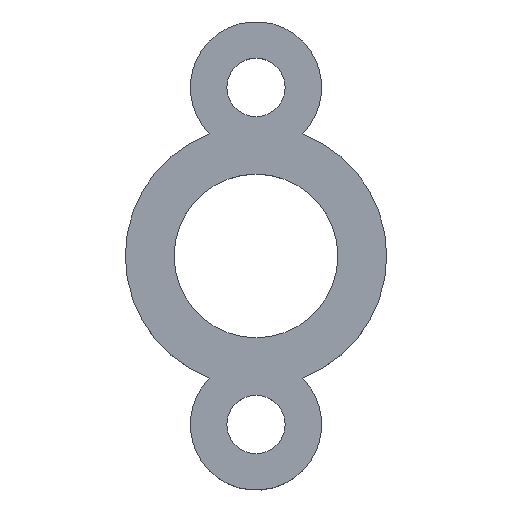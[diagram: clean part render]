
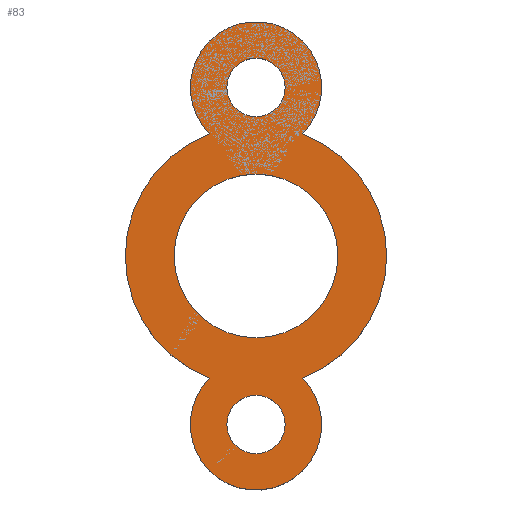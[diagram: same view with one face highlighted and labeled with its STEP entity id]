
A CAD part, top view. The second image highlights one B-rep face of the part: STEP entity #83.
In plain terms, the highlighted planar face has unit normal (0, 0, 1).
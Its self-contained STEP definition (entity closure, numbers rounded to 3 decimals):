
#44=PLANE('',#354);
#54=FACE_BOUND('',#126,.T.);
#55=FACE_BOUND('',#127,.T.);
#56=FACE_BOUND('',#128,.T.);
#57=FACE_BOUND('',#129,.T.);
#83=ADVANCED_FACE('',(#54,#55,#56,#57),#44,.T.);
#126=EDGE_LOOP('',(#190,#191,#192,#193));
#127=EDGE_LOOP('',(#194));
#128=EDGE_LOOP('',(#195));
#129=EDGE_LOOP('',(#196));
#190=ORIENTED_EDGE('',*,*,#270,.T.);
#191=ORIENTED_EDGE('',*,*,#274,.T.);
#192=ORIENTED_EDGE('',*,*,#277,.T.);
#193=ORIENTED_EDGE('',*,*,#283,.T.);
#194=ORIENTED_EDGE('',*,*,#280,.F.);
#195=ORIENTED_EDGE('',*,*,#278,.F.);
#196=ORIENTED_EDGE('',*,*,#284,.F.);
#242=VERTEX_POINT('',#486);
#243=VERTEX_POINT('',#488);
#245=VERTEX_POINT('',#494);
#247=VERTEX_POINT('',#500);
#248=VERTEX_POINT('',#504);
#250=VERTEX_POINT('',#509);
#252=VERTEX_POINT('',#517);
#270=EDGE_CURVE('',#243,#242,#305,.T.);
#274=EDGE_CURVE('',#242,#245,#307,.T.);
#277=EDGE_CURVE('',#245,#247,#309,.T.);
#278=EDGE_CURVE('',#248,#248,#310,.T.);
#280=EDGE_CURVE('',#250,#250,#312,.T.);
#283=EDGE_CURVE('',#247,#243,#315,.T.);
#284=EDGE_CURVE('',#252,#252,#316,.T.);
#305=CIRCLE('',#334,4.48);
#307=CIRCLE('',#337,2.25);
#309=CIRCLE('',#340,4.48);
#310=CIRCLE('',#342,1.);
#312=CIRCLE('',#345,2.805);
#315=CIRCLE('',#349,2.25);
#316=CIRCLE('',#351,1.);
#334=AXIS2_PLACEMENT_3D('',#487,#384,#385);
#337=AXIS2_PLACEMENT_3D('',#495,#392,#393);
#340=AXIS2_PLACEMENT_3D('',#501,#399,#400);
#342=AXIS2_PLACEMENT_3D('',#503,#403,#404);
#345=AXIS2_PLACEMENT_3D('',#508,#409,#410);
#349=AXIS2_PLACEMENT_3D('',#514,#417,#418);
#351=AXIS2_PLACEMENT_3D('',#516,#421,#422);
#354=AXIS2_PLACEMENT_3D('',#521,#427,#428);
#384=DIRECTION('',(0.,0.,1.));
#385=DIRECTION('',(1.,0.,0.));
#392=DIRECTION('',(0.,0.,1.));
#393=DIRECTION('',(1.,0.,0.));
#399=DIRECTION('',(0.,0.,1.));
#400=DIRECTION('',(1.,0.,0.));
#403=DIRECTION('',(0.,0.,1.));
#404=DIRECTION('',(1.,0.,0.));
#409=DIRECTION('',(0.,0.,1.));
#410=DIRECTION('',(1.,0.,0.));
#417=DIRECTION('',(0.,0.,1.));
#418=DIRECTION('',(1.,0.,0.));
#421=DIRECTION('',(0.,0.,1.));
#422=DIRECTION('',(1.,0.,0.));
#427=DIRECTION('',(0.,0.,1.));
#428=DIRECTION('',(1.,0.,0.));
#486=CARTESIAN_POINT('',(-1.591,-4.188,2.));
#487=CARTESIAN_POINT('',(0.,0.,2.));
#488=CARTESIAN_POINT('',(-1.591,4.188,2.));
#494=CARTESIAN_POINT('',(1.591,-4.188,2.));
#495=CARTESIAN_POINT('',(0.,-5.779,2.));
#500=CARTESIAN_POINT('',(1.591,4.188,2.));
#501=CARTESIAN_POINT('',(0.,0.,2.));
#503=CARTESIAN_POINT('',(0.,-5.779,2.));
#504=CARTESIAN_POINT('',(1.,-5.779,2.));
#508=CARTESIAN_POINT('',(0.,0.,2.));
#509=CARTESIAN_POINT('',(2.805,0.,2.));
#514=CARTESIAN_POINT('',(0.,5.779,2.));
#516=CARTESIAN_POINT('',(0.,5.779,2.));
#517=CARTESIAN_POINT('',(1.,5.779,2.));
#521=CARTESIAN_POINT('',(0.,-2.889,2.));
